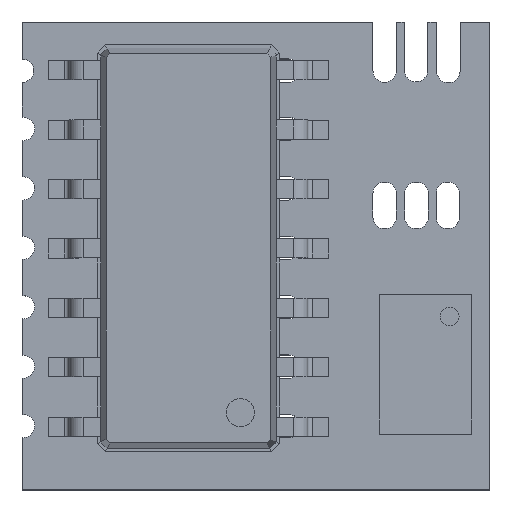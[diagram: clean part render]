
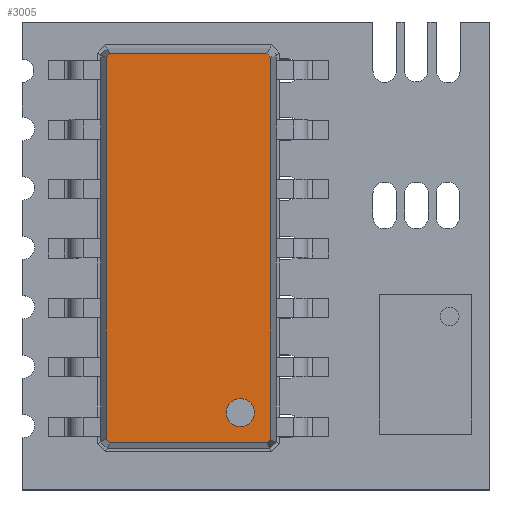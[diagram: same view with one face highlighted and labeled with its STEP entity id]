
A CAD part, top view. The second image highlights one B-rep face of the part: STEP entity #3005.
In plain terms, the highlighted planar face has unit normal (0, 0, 1).
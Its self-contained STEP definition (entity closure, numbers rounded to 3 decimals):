
#1315 = VERTEX_POINT('',#1316);
#1316 = CARTESIAN_POINT('',(1.76,-4.08,1.75));
#1321 = EDGE_CURVE('',#1322,#1315,#1324,.T.);
#1322 = VERTEX_POINT('',#1323);
#1323 = CARTESIAN_POINT('',(1.76,4.08,1.75));
#1324 = LINE('',#1325,#1326);
#1325 = CARTESIAN_POINT('',(1.76,4.08,1.75));
#1326 = VECTOR('',#1327,1.);
#1327 = DIRECTION('',(0.,-1.,0.));
#2988 = EDGE_CURVE('',#2989,#1322,#2991,.T.);
#2989 = VERTEX_POINT('',#2990);
#2990 = CARTESIAN_POINT('',(1.68,4.16,1.75));
#2991 = LINE('',#2992,#2993);
#2992 = CARTESIAN_POINT('',(1.68,4.16,1.75));
#2993 = VECTOR('',#2994,1.);
#2994 = DIRECTION('',(0.707,-0.707,0.));
#3005 = ADVANCED_FACE('',(#3006,#3056),#3067,.T.);
#3006 = FACE_BOUND('',#3007,.T.);
#3007 = EDGE_LOOP('',(#3008,#3016,#3024,#3032,#3040,#3048,#3054,#3055));
#3008 = ORIENTED_EDGE('',*,*,#3009,.F.);
#3009 = EDGE_CURVE('',#3010,#2989,#3012,.T.);
#3010 = VERTEX_POINT('',#3011);
#3011 = CARTESIAN_POINT('',(-1.68,4.16,1.75));
#3012 = LINE('',#3013,#3014);
#3013 = CARTESIAN_POINT('',(-1.68,4.16,1.75));
#3014 = VECTOR('',#3015,1.);
#3015 = DIRECTION('',(1.,0.,0.));
#3016 = ORIENTED_EDGE('',*,*,#3017,.F.);
#3017 = EDGE_CURVE('',#3018,#3010,#3020,.T.);
#3018 = VERTEX_POINT('',#3019);
#3019 = CARTESIAN_POINT('',(-1.76,4.08,1.75));
#3020 = LINE('',#3021,#3022);
#3021 = CARTESIAN_POINT('',(-1.76,4.08,1.75));
#3022 = VECTOR('',#3023,1.);
#3023 = DIRECTION('',(0.707,0.707,0.));
#3024 = ORIENTED_EDGE('',*,*,#3025,.F.);
#3025 = EDGE_CURVE('',#3026,#3018,#3028,.T.);
#3026 = VERTEX_POINT('',#3027);
#3027 = CARTESIAN_POINT('',(-1.76,-4.08,1.75));
#3028 = LINE('',#3029,#3030);
#3029 = CARTESIAN_POINT('',(-1.76,-4.08,1.75));
#3030 = VECTOR('',#3031,1.);
#3031 = DIRECTION('',(0.,1.,0.));
#3032 = ORIENTED_EDGE('',*,*,#3033,.F.);
#3033 = EDGE_CURVE('',#3034,#3026,#3036,.T.);
#3034 = VERTEX_POINT('',#3035);
#3035 = CARTESIAN_POINT('',(-1.68,-4.16,1.75));
#3036 = LINE('',#3037,#3038);
#3037 = CARTESIAN_POINT('',(-1.68,-4.16,1.75));
#3038 = VECTOR('',#3039,1.);
#3039 = DIRECTION('',(-0.707,0.707,0.));
#3040 = ORIENTED_EDGE('',*,*,#3041,.F.);
#3041 = EDGE_CURVE('',#3042,#3034,#3044,.T.);
#3042 = VERTEX_POINT('',#3043);
#3043 = CARTESIAN_POINT('',(1.68,-4.16,1.75));
#3044 = LINE('',#3045,#3046);
#3045 = CARTESIAN_POINT('',(1.68,-4.16,1.75));
#3046 = VECTOR('',#3047,1.);
#3047 = DIRECTION('',(-1.,0.,0.));
#3048 = ORIENTED_EDGE('',*,*,#3049,.F.);
#3049 = EDGE_CURVE('',#1315,#3042,#3050,.T.);
#3050 = LINE('',#3051,#3052);
#3051 = CARTESIAN_POINT('',(1.76,-4.08,1.75));
#3052 = VECTOR('',#3053,1.);
#3053 = DIRECTION('',(-0.707,-0.707,0.));
#3054 = ORIENTED_EDGE('',*,*,#1321,.F.);
#3055 = ORIENTED_EDGE('',*,*,#2988,.F.);
#3056 = FACE_BOUND('',#3057,.T.);
#3057 = EDGE_LOOP('',(#3058));
#3058 = ORIENTED_EDGE('',*,*,#3059,.F.);
#3059 = EDGE_CURVE('',#3060,#3060,#3062,.T.);
#3060 = VERTEX_POINT('',#3061);
#3061 = CARTESIAN_POINT('',(-1.11,3.21,1.75));
#3062 = CIRCLE('',#3063,0.3);
#3063 = AXIS2_PLACEMENT_3D('',#3064,#3065,#3066);
#3064 = CARTESIAN_POINT('',(-1.11,3.51,1.75));
#3065 = DIRECTION('',(-0.,0.,1.));
#3066 = DIRECTION('',(0.,-1.,0.));
#3067 = PLANE('',#3068);
#3068 = AXIS2_PLACEMENT_3D('',#3069,#3070,#3071);
#3069 = CARTESIAN_POINT('',(-1.68,4.16,1.75));
#3070 = DIRECTION('',(0.,0.,1.));
#3071 = DIRECTION('',(0.374,-0.927,0.));
